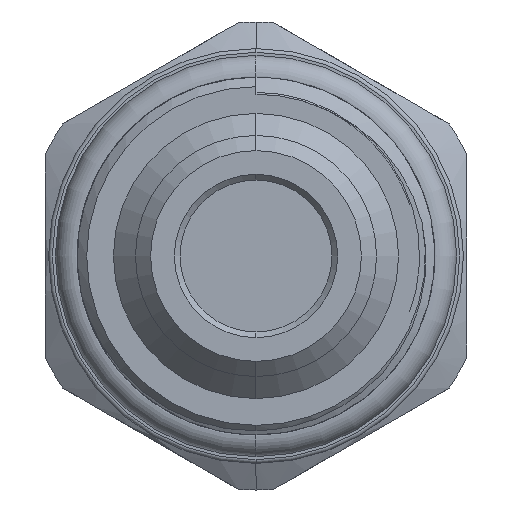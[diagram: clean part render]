
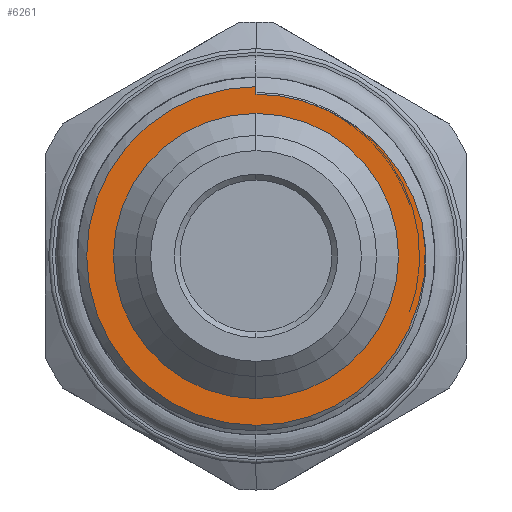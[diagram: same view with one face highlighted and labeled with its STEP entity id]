
A CAD part, left-side view. The second image highlights one B-rep face of the part: STEP entity #6261.
In plain terms, the highlighted planar face has unit normal (-1, 0, 0).
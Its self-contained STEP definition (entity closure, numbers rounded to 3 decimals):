
#33 = EDGE_LOOP ( 'NONE', ( #5226, #2251 ) ) ;
#124 = VERTEX_POINT ( 'NONE', #4056 ) ;
#171 = EDGE_CURVE ( 'NONE', #124, #2177, #5605, .T. ) ;
#269 = CARTESIAN_POINT ( 'NONE',  ( 0., 0., 7.51 ) ) ;
#419 = CARTESIAN_POINT ( 'NONE',  ( 0., 0., 8.522 ) ) ;
#424 = AXIS2_PLACEMENT_3D ( 'NONE', #4902, #1262, #6459 ) ;
#487 = CARTESIAN_POINT ( 'NONE',  ( 0., 0., 0. ) ) ;
#499 = CARTESIAN_POINT ( 'NONE',  ( 0., -4.611, 7.253 ) ) ;
#516 = FACE_BOUND ( 'NONE', #33, .T. ) ;
#519 = CARTESIAN_POINT ( 'NONE',  ( 0., 0., 8.522 ) ) ;
#565 = B_SPLINE_CURVE_WITH_KNOTS ( 'NONE', 3,
 ( #836, #3857, #4419, #2846, #765, #810, #4934, #2381, #5997, #6403, #5458, #4380 ),
 .UNSPECIFIED., .F., .F.,
 ( 4, 2, 2, 2, 2, 4 ),
 ( 0.013, 0.015, 0.016, 0.016, 0.018, 0.019 ),
 .UNSPECIFIED. ) ;
#720 = VERTEX_POINT ( 'NONE', #1268 ) ;
#729 = EDGE_CURVE ( 'NONE', #1823, #1164, #565, .T. ) ;
#765 = CARTESIAN_POINT ( 'NONE',  ( 0., -8.036, 3.644 ) ) ;
#810 = CARTESIAN_POINT ( 'NONE',  ( 0., -7.792, 4.089 ) ) ;
#836 = CARTESIAN_POINT ( 'NONE',  ( 0., -8.748, 1.742 ) ) ;
#880 = B_SPLINE_CURVE_WITH_KNOTS ( 'NONE', 3,
 ( #3508, #1502, #499, #4080, #1460, #5067, #1966, #2986, #1482, #519 ),
 .UNSPECIFIED., .F., .F.,
 ( 4, 2, 2, 2, 4 ),
 ( 0., 0.001, 0.003, 0.004, 0.006 ),
 .UNSPECIFIED. ) ;
#1059 = AXIS2_PLACEMENT_3D ( 'NONE', #487, #4021, #5079 ) ;
#1139 = CARTESIAN_POINT ( 'NONE',  ( 0., 0., 0. ) ) ;
#1164 = VERTEX_POINT ( 'NONE', #3193 ) ;
#1193 = EDGE_CURVE ( 'NONE', #2369, #1823, #5514, .T. ) ;
#1262 = DIRECTION ( 'NONE',  ( -1., 0., 0. ) ) ;
#1268 = CARTESIAN_POINT ( 'NONE',  ( 0., 0., 8.92 ) ) ;
#1362 = ORIENTED_EDGE ( 'NONE', *, *, #3109, .T. ) ;
#1396 = AXIS2_PLACEMENT_3D ( 'NONE', #5827, #3756, #3319 ) ;
#1460 = CARTESIAN_POINT ( 'NONE',  ( 0., -3.309, 7.896 ) ) ;
#1482 = CARTESIAN_POINT ( 'NONE',  ( 0., -0.485, 8.522 ) ) ;
#1502 = CARTESIAN_POINT ( 'NONE',  ( 0., -5.021, 6.995 ) ) ;
#1566 = DIRECTION ( 'NONE',  ( 0., 0., -1. ) ) ;
#1742 = CARTESIAN_POINT ( 'NONE',  ( 0., 0., 0. ) ) ;
#1771 = DIRECTION ( 'NONE',  ( 0., 0., -1. ) ) ;
#1823 = VERTEX_POINT ( 'NONE', #2336 ) ;
#1966 = CARTESIAN_POINT ( 'NONE',  ( 0., -1.922, 8.324 ) ) ;
#2113 = DIRECTION ( 'NONE',  ( -1., 0., 0. ) ) ;
#2177 = VERTEX_POINT ( 'NONE', #269 ) ;
#2251 = ORIENTED_EDGE ( 'NONE', *, *, #4050, .T. ) ;
#2336 = CARTESIAN_POINT ( 'NONE',  ( 0., -8.748, 1.742 ) ) ;
#2369 = VERTEX_POINT ( 'NONE', #3674 ) ;
#2381 = CARTESIAN_POINT ( 'NONE',  ( 0., -7.242, 4.938 ) ) ;
#2846 = CARTESIAN_POINT ( 'NONE',  ( 0., -8.15, 3.414 ) ) ;
#2923 = AXIS2_PLACEMENT_3D ( 'NONE', #1742, #3321, #1771 ) ;
#2986 = CARTESIAN_POINT ( 'NONE',  ( 0., -0.966, 8.482 ) ) ;
#3109 = EDGE_CURVE ( 'NONE', #1164, #4147, #880, .T. ) ;
#3193 = CARTESIAN_POINT ( 'NONE',  ( 0., -5.414, 6.711 ) ) ;
#3319 = DIRECTION ( 'NONE',  ( 0., 0., 1. ) ) ;
#3321 = DIRECTION ( 'NONE',  ( -1., 0., 0. ) ) ;
#3493 = EDGE_CURVE ( 'NONE', #4147, #720, #4508, .T. ) ;
#3508 = CARTESIAN_POINT ( 'NONE',  ( 0., -5.414, 6.711 ) ) ;
#3674 = CARTESIAN_POINT ( 'NONE',  ( 0., 0., -8.92 ) ) ;
#3756 = DIRECTION ( 'NONE',  ( 1., 0., 0. ) ) ;
#3787 = EDGE_CURVE ( 'NONE', #720, #2369, #4259, .T. ) ;
#3857 = CARTESIAN_POINT ( 'NONE',  ( 0., -8.625, 2.233 ) ) ;
#4021 = DIRECTION ( 'NONE',  ( 1., 0., 0. ) ) ;
#4050 = EDGE_CURVE ( 'NONE', #2177, #124, #5168, .T. ) ;
#4056 = CARTESIAN_POINT ( 'NONE',  ( 0., 0., -7.51 ) ) ;
#4062 = CARTESIAN_POINT ( 'NONE',  ( 0., 0., 0. ) ) ;
#4080 = CARTESIAN_POINT ( 'NONE',  ( 0., -3.756, 7.703 ) ) ;
#4116 = VECTOR ( 'NONE', #5260, 1000. ) ;
#4147 = VERTEX_POINT ( 'NONE', #419 ) ;
#4242 = ORIENTED_EDGE ( 'NONE', *, *, #729, .T. ) ;
#4259 = CIRCLE ( 'NONE', #4610, 8.92 ) ;
#4325 = PLANE ( 'NONE',  #424 ) ;
#4380 = CARTESIAN_POINT ( 'NONE',  ( 0., -5.414, 6.711 ) ) ;
#4419 = CARTESIAN_POINT ( 'NONE',  ( 0., -8.46, 2.712 ) ) ;
#4508 = LINE ( 'NONE', #1139, #4116 ) ;
#4610 = AXIS2_PLACEMENT_3D ( 'NONE', #4062, #2113, #1566 ) ;
#4902 = CARTESIAN_POINT ( 'NONE',  ( 0., -4.215, 0. ) ) ;
#4934 = CARTESIAN_POINT ( 'NONE',  ( 0., -7.661, 4.306 ) ) ;
#5067 = CARTESIAN_POINT ( 'NONE',  ( 0., -2.394, 8.205 ) ) ;
#5079 = DIRECTION ( 'NONE',  ( 0., 0., 1. ) ) ;
#5092 = EDGE_LOOP ( 'NONE', ( #1362, #5780, #6131, #6150, #4242 ) ) ;
#5168 = CIRCLE ( 'NONE', #1059, 7.51 ) ;
#5226 = ORIENTED_EDGE ( 'NONE', *, *, #171, .T. ) ;
#5260 = DIRECTION ( 'NONE',  ( 0., 0., 1. ) ) ;
#5397 = FACE_OUTER_BOUND ( 'NONE', #5092, .T. ) ;
#5458 = CARTESIAN_POINT ( 'NONE',  ( 0., -5.83, 6.41 ) ) ;
#5514 = CIRCLE ( 'NONE', #2923, 8.92 ) ;
#5605 = CIRCLE ( 'NONE', #1396, 7.51 ) ;
#5780 = ORIENTED_EDGE ( 'NONE', *, *, #3493, .T. ) ;
#5827 = CARTESIAN_POINT ( 'NONE',  ( 0., 0., 0. ) ) ;
#5997 = CARTESIAN_POINT ( 'NONE',  ( 0., -6.926, 5.333 ) ) ;
#6131 = ORIENTED_EDGE ( 'NONE', *, *, #3787, .T. ) ;
#6150 = ORIENTED_EDGE ( 'NONE', *, *, #1193, .T. ) ;
#6261 = ADVANCED_FACE ( 'NONE', ( #516, #5397 ), #4325, .T. ) ;
#6403 = CARTESIAN_POINT ( 'NONE',  ( 0., -6.217, 6.072 ) ) ;
#6459 = DIRECTION ( 'NONE',  ( 0., 0., 1. ) ) ;
